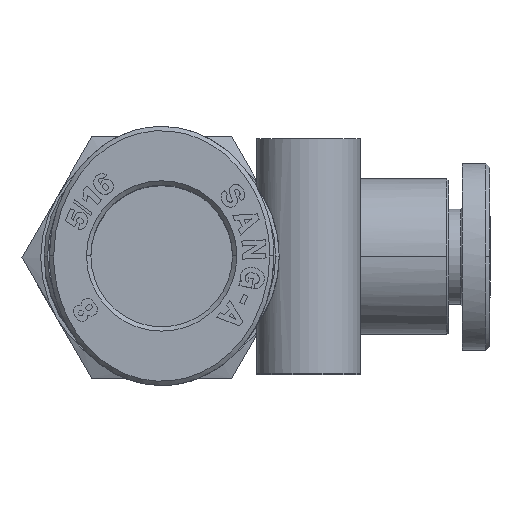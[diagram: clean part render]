
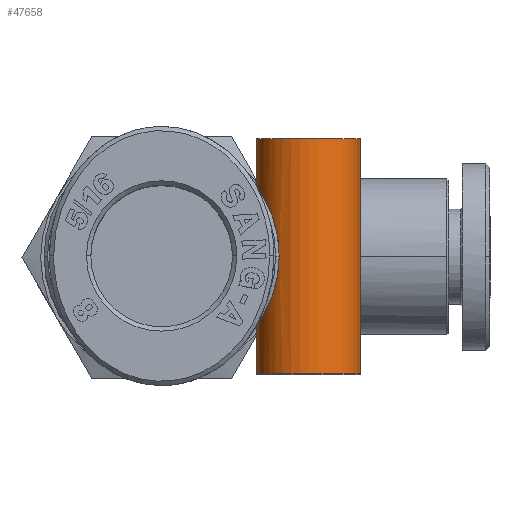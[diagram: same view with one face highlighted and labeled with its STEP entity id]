
A CAD part, top view. The second image highlights one B-rep face of the part: STEP entity #47658.
In plain terms, the highlighted cylindrical face has radius 3 mm (diameter 6 mm), a partial arc.
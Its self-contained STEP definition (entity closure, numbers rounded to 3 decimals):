
#577 = CARTESIAN_POINT ( 'NONE',  ( -12.107, -1.132, 6.659 ) ) ;
#735 = DIRECTION ( 'NONE',  ( 0., -1., 0. ) ) ;
#770 = CARTESIAN_POINT ( 'NONE',  ( -10.581, -3.823, 5.574 ) ) ;
#1165 = AXIS2_PLACEMENT_3D ( 'NONE', #6119, #55156, #37295 ) ;
#1379 = CIRCLE ( 'NONE', #1165, 3. ) ;
#1500 = ORIENTED_EDGE ( 'NONE', *, *, #57609, .T. ) ;
#3179 = VERTEX_POINT ( 'NONE', #18779 ) ;
#3686 = CARTESIAN_POINT ( 'NONE',  ( -12.172, 0., 6.75 ) ) ;
#3865 = CARTESIAN_POINT ( 'NONE',  ( -11.12, 3.469, 5.801 ) ) ;
#3994 = EDGE_CURVE ( 'NONE', #27414, #9645, #16831, .T. ) ;
#4630 = ORIENTED_EDGE ( 'NONE', *, *, #19645, .F. ) ;
#6119 = CARTESIAN_POINT ( 'NONE',  ( -9.7, -6.8, 8.45 ) ) ;
#7977 = VERTEX_POINT ( 'NONE', #28041 ) ;
#8931 = CARTESIAN_POINT ( 'NONE',  ( -11.631, -2.798, 6.151 ) ) ;
#9114 = CARTESIAN_POINT ( 'NONE',  ( -10.151, -3.954, 5.482 ) ) ;
#9319 = CARTESIAN_POINT ( 'NONE',  ( -12.132, -0.907, 6.693 ) ) ;
#9645 = VERTEX_POINT ( 'NONE', #23805 ) ;
#10134 = DIRECTION ( 'NONE',  ( 0., 1., 0. ) ) ;
#10467 = VERTEX_POINT ( 'NONE', #18836 ) ;
#10541 = VERTEX_POINT ( 'NONE', #33439 ) ;
#12057 = CARTESIAN_POINT ( 'NONE',  ( -9.814, 3.999, 5.45 ) ) ;
#12187 = LINE ( 'NONE', #21910, #32429 ) ;
#12644 = CARTESIAN_POINT ( 'NONE',  ( -11.808, 2.409, 6.312 ) ) ;
#13128 = AXIS2_PLACEMENT_3D ( 'NONE', #34921, #25936, #56685 ) ;
#13239 = CARTESIAN_POINT ( 'NONE',  ( -12.172, -0.228, 6.75 ) ) ;
#13835 = CARTESIAN_POINT ( 'NONE',  ( -11.526, -2.98, 6.065 ) ) ;
#15128 = EDGE_CURVE ( 'NONE', #10467, #10541, #1379, .T. ) ;
#16831 = B_SPLINE_CURVE_WITH_KNOTS ( 'NONE', 3,
 ( #3686, #51945, #17121, #52527, #30190, #30381, #12644, #20820, #43773, #25898, #3865, #25319, #52150, #39115, #25515, #56835, #12057, #29988 ),
 .UNSPECIFIED., .F., .F.,
 ( 4, 2, 2, 2, 2, 2, 2, 2, 4 ),
 ( 0.009, 0.01, 0.011, 0.012, 0.012, 0.013, 0.014, 0.014, 0.015 ),
 .UNSPECIFIED. ) ;
#17121 = CARTESIAN_POINT ( 'NONE',  ( -12.142, 0.907, 6.704 ) ) ;
#17927 = CARTESIAN_POINT ( 'NONE',  ( -10.262, -3.928, 5.501 ) ) ;
#18779 = CARTESIAN_POINT ( 'NONE',  ( -9.7, -3.999, 5.45 ) ) ;
#18836 = CARTESIAN_POINT ( 'NONE',  ( -9.7, -6.8, 5.45 ) ) ;
#19044 = EDGE_CURVE ( 'NONE', #10467, #3179, #12187, .T. ) ;
#19645 = EDGE_CURVE ( 'NONE', #3179, #27414, #31014, .T. ) ;
#20820 = CARTESIAN_POINT ( 'NONE',  ( -11.631, 2.798, 6.151 ) ) ;
#21910 = CARTESIAN_POINT ( 'NONE',  ( -9.7, 0., 5.45 ) ) ;
#22602 = CARTESIAN_POINT ( 'NONE',  ( -11.272, -3.315, 5.89 ) ) ;
#22824 = CARTESIAN_POINT ( 'NONE',  ( -9.7, 0., 11.45 ) ) ;
#23805 = CARTESIAN_POINT ( 'NONE',  ( -9.7, 3.999, 5.45 ) ) ;
#23993 = ORIENTED_EDGE ( 'NONE', *, *, #48295, .T. ) ;
#24755 = ORIENTED_EDGE ( 'NONE', *, *, #3994, .F. ) ;
#25319 = CARTESIAN_POINT ( 'NONE',  ( -10.776, 3.721, 5.643 ) ) ;
#25515 = CARTESIAN_POINT ( 'NONE',  ( -10.154, 3.954, 5.482 ) ) ;
#25647 = EDGE_CURVE ( 'NONE', #9645, #7977, #39287, .T. ) ;
#25898 = CARTESIAN_POINT ( 'NONE',  ( -11.271, 3.316, 5.89 ) ) ;
#25936 = DIRECTION ( 'NONE',  ( 0., 1., 0. ) ) ;
#26868 = CARTESIAN_POINT ( 'NONE',  ( -11.808, -2.41, 6.312 ) ) ;
#27252 = CARTESIAN_POINT ( 'NONE',  ( -10.777, -3.721, 5.644 ) ) ;
#27414 = VERTEX_POINT ( 'NONE', #38688 ) ;
#28041 = CARTESIAN_POINT ( 'NONE',  ( -9.7, 6.8, 5.45 ) ) ;
#28742 = FACE_OUTER_BOUND ( 'NONE', #45882, .T. ) ;
#28868 = VERTEX_POINT ( 'NONE', #40956 ) ;
#29853 = ORIENTED_EDGE ( 'NONE', *, *, #25647, .F. ) ;
#29988 = CARTESIAN_POINT ( 'NONE',  ( -9.7, 3.999, 5.45 ) ) ;
#30190 = CARTESIAN_POINT ( 'NONE',  ( -11.994, 1.788, 6.514 ) ) ;
#30381 = CARTESIAN_POINT ( 'NONE',  ( -11.879, 2.207, 6.386 ) ) ;
#31014 = B_SPLINE_CURVE_WITH_KNOTS ( 'NONE', 3,
 ( #44383, #31951, #36040, #9114, #17927, #770, #27252, #45140, #22602, #13835, #8931, #26868, #40090, #40661, #49050, #577, #9319, #35852, #13239, #40286 ),
 .UNSPECIFIED., .F., .F.,
 ( 4, 2, 2, 2, 2, 2, 2, 2, 2, 4 ),
 ( 0.004, 0.004, 0.004, 0.005, 0.006, 0.006, 0.007, 0.008, 0.008, 0.009 ),
 .UNSPECIFIED. ) ;
#31464 = VECTOR ( 'NONE', #10134, 1000. ) ;
#31640 = DIRECTION ( 'NONE',  ( 0., 1., 0. ) ) ;
#31951 = CARTESIAN_POINT ( 'NONE',  ( -9.815, -3.999, 5.45 ) ) ;
#32102 = DIRECTION ( 'NONE',  ( 0., 0., 1. ) ) ;
#32429 = VECTOR ( 'NONE', #31640, 1000. ) ;
#33439 = CARTESIAN_POINT ( 'NONE',  ( -9.7, -6.8, 11.45 ) ) ;
#34921 = CARTESIAN_POINT ( 'NONE',  ( -9.7, 0., 8.45 ) ) ;
#35852 = CARTESIAN_POINT ( 'NONE',  ( -12.164, -0.456, 6.739 ) ) ;
#36040 = CARTESIAN_POINT ( 'NONE',  ( -9.928, -3.99, 5.457 ) ) ;
#37295 = DIRECTION ( 'NONE',  ( 0., 0., 1. ) ) ;
#38688 = CARTESIAN_POINT ( 'NONE',  ( -12.172, 0., 6.75 ) ) ;
#39115 = CARTESIAN_POINT ( 'NONE',  ( -10.262, 3.928, 5.501 ) ) ;
#39287 = LINE ( 'NONE', #55032, #55975 ) ;
#40090 = CARTESIAN_POINT ( 'NONE',  ( -11.879, -2.205, 6.386 ) ) ;
#40286 = CARTESIAN_POINT ( 'NONE',  ( -12.172, 0., 6.75 ) ) ;
#40321 = ORIENTED_EDGE ( 'NONE', *, *, #19044, .F. ) ;
#40661 = CARTESIAN_POINT ( 'NONE',  ( -11.994, -1.787, 6.515 ) ) ;
#40956 = CARTESIAN_POINT ( 'NONE',  ( -9.7, 6.8, 11.45 ) ) ;
#41036 = DIRECTION ( 'NONE',  ( 0., 1., 0. ) ) ;
#41193 = CARTESIAN_POINT ( 'NONE',  ( -9.7, 6.8, 8.45 ) ) ;
#43773 = CARTESIAN_POINT ( 'NONE',  ( -11.525, 2.982, 6.064 ) ) ;
#44383 = CARTESIAN_POINT ( 'NONE',  ( -9.7, -3.999, 5.45 ) ) ;
#44551 = CYLINDRICAL_SURFACE ( 'NONE', #13128, 3. ) ;
#45140 = CARTESIAN_POINT ( 'NONE',  ( -11.122, -3.467, 5.802 ) ) ;
#45404 = ORIENTED_EDGE ( 'NONE', *, *, #15128, .T. ) ;
#45882 = EDGE_LOOP ( 'NONE', ( #40321, #45404, #1500, #23993, #29853, #24755, #4630 ) ) ;
#47658 = ADVANCED_FACE ( 'NONE', ( #28742 ), #44551, .T. ) ;
#48295 = EDGE_CURVE ( 'NONE', #28868, #7977, #50226, .T. ) ;
#49050 = CARTESIAN_POINT ( 'NONE',  ( -12.038, -1.572, 6.57 ) ) ;
#49680 = AXIS2_PLACEMENT_3D ( 'NONE', #41193, #735, #32102 ) ;
#50226 = CIRCLE ( 'NONE', #49680, 3. ) ;
#51945 = CARTESIAN_POINT ( 'NONE',  ( -12.172, 0.457, 6.75 ) ) ;
#52150 = CARTESIAN_POINT ( 'NONE',  ( -10.578, 3.824, 5.573 ) ) ;
#52527 = CARTESIAN_POINT ( 'NONE',  ( -12.039, 1.57, 6.57 ) ) ;
#55032 = CARTESIAN_POINT ( 'NONE',  ( -9.7, 0., 5.45 ) ) ;
#55083 = LINE ( 'NONE', #22824, #31464 ) ;
#55156 = DIRECTION ( 'NONE',  ( 0., 1., 0. ) ) ;
#55975 = VECTOR ( 'NONE', #41036, 1000. ) ;
#56685 = DIRECTION ( 'NONE',  ( 0., 0., 1. ) ) ;
#56835 = CARTESIAN_POINT ( 'NONE',  ( -9.93, 3.99, 5.457 ) ) ;
#57609 = EDGE_CURVE ( 'NONE', #10541, #28868, #55083, .T. ) ;
